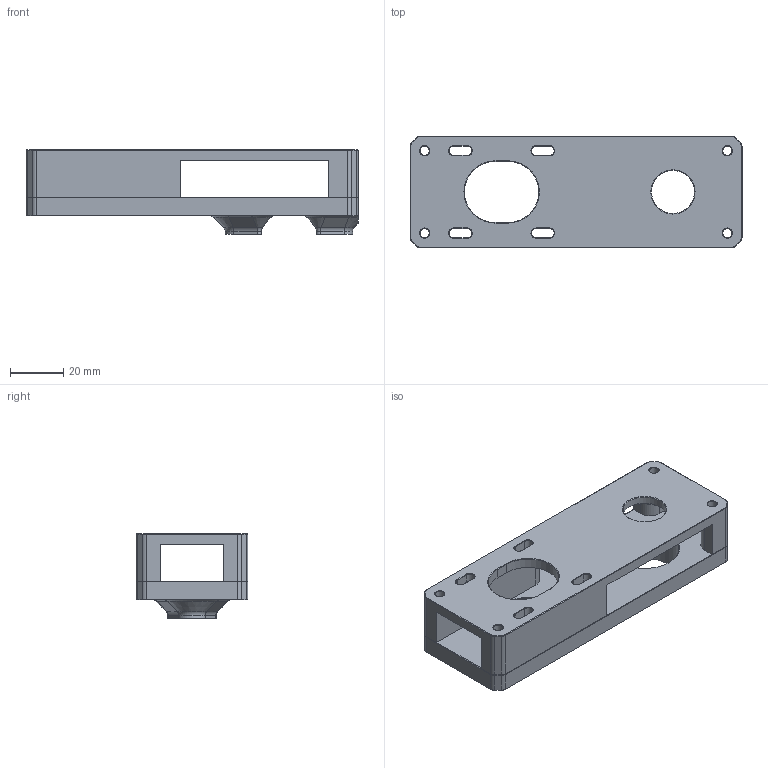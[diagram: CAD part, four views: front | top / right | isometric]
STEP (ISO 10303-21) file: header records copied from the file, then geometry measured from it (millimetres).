
FILE_DESCRIPTION(/* description */ (''),/* implementation_level */ '2;1');
FILE_NAME(/* name */ 'motor pulley box v8.step',/* time_stamp */ '2023-01-12T22:11:27+01:00',/* author */ (''),/* organization */ (''),/* preprocessor_version */ 'ST-DEVELOPER v19.2',/* originating_system */ 'Autodesk Translation Framework v11.17.0.187',/* authorisation */ '');
FILE_SCHEMA (('AUTOMOTIVE_DESIGN { 1 0 10303 214 3 1 1 }'));
Length unit declared in the file: millimetre
Products named in the file (1): motor pulley box
Bounding box: 125 x 42 x 32 mm (x, y, z)
Volume: 62528.7 mm3; surface area: 30902 mm2
Topology: 2 solids, 2 shells, 267 faces, 647 edges, 392 vertices
Faces by surface type: plane 131, cylinder 71, cone 52, torus 13
Full cylindrical faces by diameter (mm): 3.5 x8, 4.5 x2, 5 x4, 16.25 x1, 18.25 x1, 26 x1
Entity records: 7874 total; most frequent: CARTESIAN_POINT 1411, DIRECTION 1380, ORIENTED_EDGE 1294, EDGE_CURVE 647, AXIS2_PLACEMENT_3D 480, LINE 420, VECTOR 420, VERTEX_POINT 392
